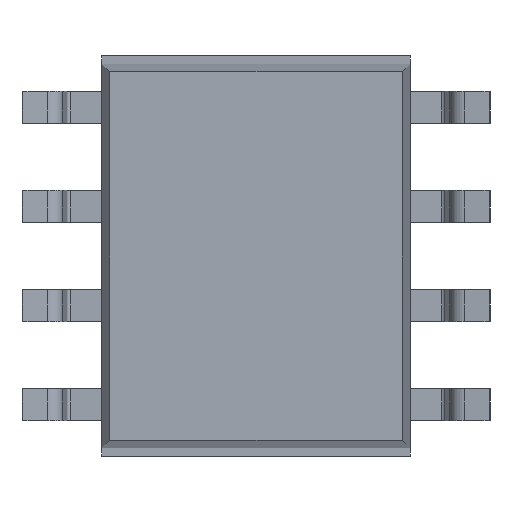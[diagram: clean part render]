
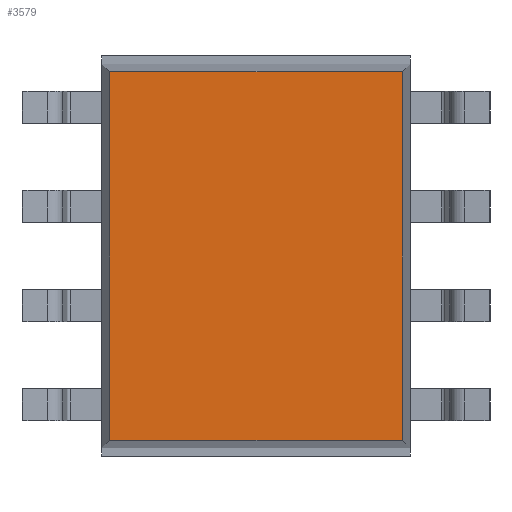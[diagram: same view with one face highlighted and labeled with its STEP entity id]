
A CAD part, front view. The second image highlights one B-rep face of the part: STEP entity #3579.
In plain terms, the highlighted planar face has unit normal (0, -1, 0).
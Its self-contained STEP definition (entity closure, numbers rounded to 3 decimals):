
#77 = EDGE_CURVE ( 'NONE', #1251, #2835, #231, .T. ) ;
#230 = VECTOR ( 'NONE', #2326, 1000. ) ;
#231 = LINE ( 'NONE', #2822, #1377 ) ;
#368 = EDGE_CURVE ( 'NONE', #1213, #2595, #1586, .T. ) ;
#543 = DIRECTION ( 'NONE',  ( 0., 0., -1. ) ) ;
#634 = CARTESIAN_POINT ( 'NONE',  ( -1.877, 0.25, 2.46 ) ) ;
#639 = EDGE_CURVE ( 'NONE', #2595, #1251, #3940, .T. ) ;
#682 = DIRECTION ( 'NONE',  ( 0., 0., 1. ) ) ;
#721 = CARTESIAN_POINT ( 'NONE',  ( -1.877, 0.25, -2.362 ) ) ;
#988 = VECTOR ( 'NONE', #3932, 1000. ) ;
#1017 = DIRECTION ( 'NONE',  ( 0., -1., 0. ) ) ;
#1024 = ORIENTED_EDGE ( 'NONE', *, *, #639, .T. ) ;
#1037 = CARTESIAN_POINT ( 'NONE',  ( -1.975, 0.25, -2.362 ) ) ;
#1038 = FACE_OUTER_BOUND ( 'NONE', #2952, .T. ) ;
#1213 = VERTEX_POINT ( 'NONE', #3468 ) ;
#1251 = VERTEX_POINT ( 'NONE', #1576 ) ;
#1318 = EDGE_CURVE ( 'NONE', #2835, #1213, #1689, .T. ) ;
#1377 = VECTOR ( 'NONE', #682, 1000. ) ;
#1576 = CARTESIAN_POINT ( 'NONE',  ( 1.877, 0.25, -2.362 ) ) ;
#1586 = LINE ( 'NONE', #634, #2732 ) ;
#1689 = LINE ( 'NONE', #3915, #988 ) ;
#1906 = DIRECTION ( 'NONE',  ( 0., 0., -1. ) ) ;
#2014 = AXIS2_PLACEMENT_3D ( 'NONE', #2310, #1017, #1906 ) ;
#2228 = ORIENTED_EDGE ( 'NONE', *, *, #368, .T. ) ;
#2310 = CARTESIAN_POINT ( 'NONE',  ( 0., 0.25, 0. ) ) ;
#2326 = DIRECTION ( 'NONE',  ( 1., 0., 0. ) ) ;
#2490 = CARTESIAN_POINT ( 'NONE',  ( 1.877, 0.25, 2.362 ) ) ;
#2595 = VERTEX_POINT ( 'NONE', #721 ) ;
#2732 = VECTOR ( 'NONE', #543, 1000. ) ;
#2822 = CARTESIAN_POINT ( 'NONE',  ( 1.877, 0.25, -2.46 ) ) ;
#2835 = VERTEX_POINT ( 'NONE', #2490 ) ;
#2952 = EDGE_LOOP ( 'NONE', ( #1024, #3561, #4189, #2228 ) ) ;
#3468 = CARTESIAN_POINT ( 'NONE',  ( -1.877, 0.25, 2.362 ) ) ;
#3561 = ORIENTED_EDGE ( 'NONE', *, *, #77, .T. ) ;
#3579 = ADVANCED_FACE ( 'NONE', ( #1038 ), #3925, .T. ) ;
#3915 = CARTESIAN_POINT ( 'NONE',  ( 1.975, 0.25, 2.362 ) ) ;
#3925 = PLANE ( 'NONE',  #2014 ) ;
#3932 = DIRECTION ( 'NONE',  ( -1., 0., 0. ) ) ;
#3940 = LINE ( 'NONE', #1037, #230 ) ;
#4189 = ORIENTED_EDGE ( 'NONE', *, *, #1318, .T. ) ;
